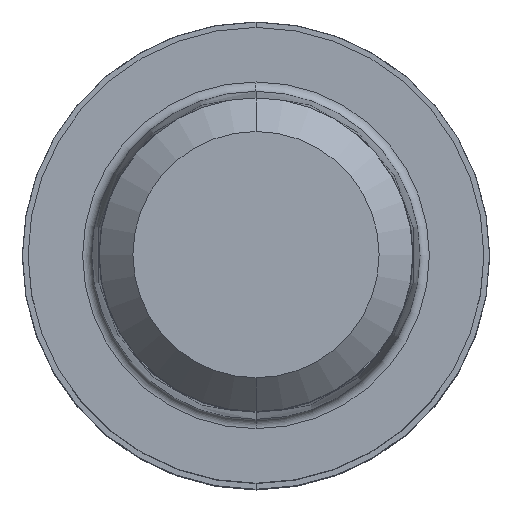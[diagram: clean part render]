
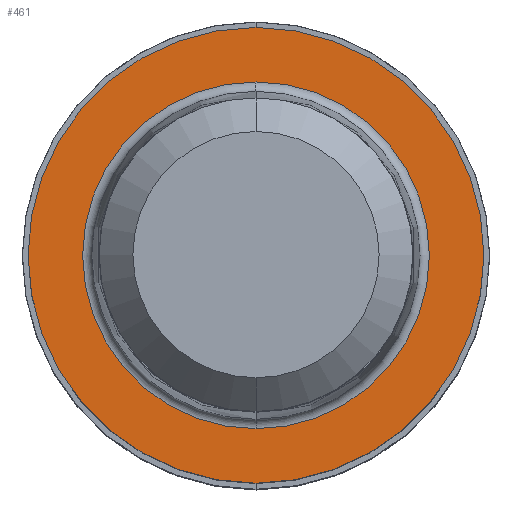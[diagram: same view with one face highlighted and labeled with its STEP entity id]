
A CAD part, top view. The second image highlights one B-rep face of the part: STEP entity #461.
In plain terms, the highlighted planar face has unit normal (0, 0, 1).
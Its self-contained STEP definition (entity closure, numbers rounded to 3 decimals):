
#197=EDGE_CURVE('',#311,#305,#534,.T.);
#205=VERTEX_POINT('',#542);
#255=VERTEX_POINT('',#601);
#305=VERTEX_POINT('',#655);
#311=VERTEX_POINT('',#663);
#317=EDGE_CURVE('',#305,#311,#669,.T.);
#397=EDGE_CURVE('',#255,#205,#757,.T.);
#425=EDGE_CURVE('',#205,#255,#790,.T.);
#461=ADVANCED_FACE('',(#830,#831),#832,.T.);
#534=CIRCLE('',#908,4.45);
#542=CARTESIAN_POINT('',(0.,-5.85,0.01));
#601=CARTESIAN_POINT('',(0.0,5.85,0.01));
#655=CARTESIAN_POINT('',(0.0,4.45,0.01));
#663=CARTESIAN_POINT('',(0.,-4.45,0.01));
#669=CIRCLE('',#1078,4.45);
#757=CIRCLE('',#1191,5.85);
#790=CIRCLE('',#1233,5.85);
#830=FACE_OUTER_BOUND('',#1287,.T.);
#831=FACE_BOUND('',#1288,.T.);
#832=PLANE('',#1289);
#908=AXIS2_PLACEMENT_3D('',#1372,#1373,#1374);
#1078=AXIS2_PLACEMENT_3D('',#1533,#1534,#1535);
#1191=AXIS2_PLACEMENT_3D('',#1645,#1646,#1647);
#1233=AXIS2_PLACEMENT_3D('',#1694,#1695,#1696);
#1287=EDGE_LOOP('',(#1745,#1746));
#1288=EDGE_LOOP('',(#1747,#1748));
#1289=AXIS2_PLACEMENT_3D('',#1749,#1750,#1751);
#1372=CARTESIAN_POINT('',(0.0,0.0,0.01));
#1373=DIRECTION('',(0.0,0.0,-1.0));
#1374=DIRECTION('',(0.0,1.0,0.0));
#1533=CARTESIAN_POINT('',(0.0,0.0,0.01));
#1534=DIRECTION('',(0.0,0.0,-1.0));
#1535=DIRECTION('',(0.0,1.0,0.0));
#1645=CARTESIAN_POINT('',(0.0,0.0,0.01));
#1646=DIRECTION('',(0.0,0.0,-1.0));
#1647=DIRECTION('',(0.0,1.0,0.0));
#1694=CARTESIAN_POINT('',(0.0,0.0,0.01));
#1695=DIRECTION('',(0.0,0.0,-1.0));
#1696=DIRECTION('',(0.0,1.0,0.0));
#1745=ORIENTED_EDGE('',*,*,#397,.F.);
#1746=ORIENTED_EDGE('',*,*,#425,.F.);
#1747=ORIENTED_EDGE('',*,*,#317,.T.);
#1748=ORIENTED_EDGE('',*,*,#197,.T.);
#1749=CARTESIAN_POINT('',(0.0,2.925,0.01));
#1750=DIRECTION('',(-0.0,0.0,1.0));
#1751=DIRECTION('',(0.0,-1.0,0.0));
